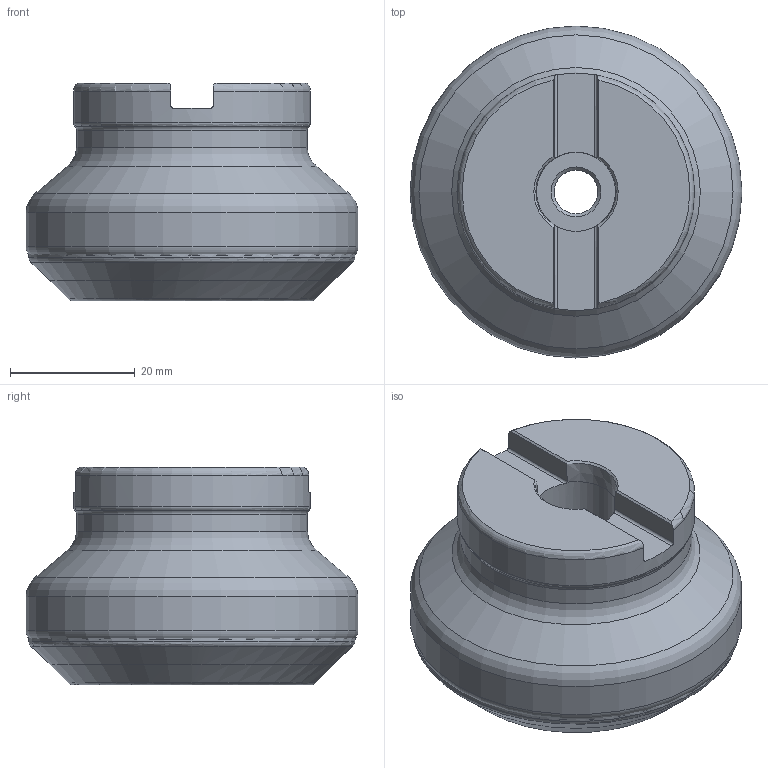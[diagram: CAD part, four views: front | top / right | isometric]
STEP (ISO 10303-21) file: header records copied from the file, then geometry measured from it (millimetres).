
FILE_DESCRIPTION(/* description */ (''),/* implementation_level */ '2;1');
FILE_NAME(/* name */ 'E-Catalog-F45-SEKT12-D150Z4S050I.stp',/* time_stamp */ '2023-05-03T08:52:41+09:00',/* author */ (''),/* organization */ (''),/* preprocessor_version */ 'ST-DEVELOPER v16',/* originating_system */ 'SIEMENS PLM Software NX 10.0',/* authorisation */ '');
FILE_SCHEMA (('AP203_CONFIGURATION_CONTROLLED_3D_DESIGN_OF_MECHANICAL_PARTS_AND_ASSEMBLIES_MIM_LF { 1 0 10303 403 2 1 2}'));
Length unit declared in the file: millimetre
Products named in the file (1): 1022435806C4225v
Bounding box: 53.2 x 53.2 x 34.92 mm (x, y, z)
Volume: 46579.6 mm3; surface area: 14376.4 mm2
Topology: 1 solids, 2 shells, 74 faces, 214 edges, 164 vertices
Faces by surface type: revolution 24, plane 16, torus 12, cylinder 11, cone 11
Full cylindrical faces by diameter (mm): 7.01 x1, 10.998 x1, 12.7 x1, 14.3 x1, 37 x1, 38 x1, 53.2 x1
Entity records: 2376 total; most frequent: CARTESIAN_POINT 794, DIRECTION 296, ORIENTED_EDGE 234, EDGE_LOOP 126, AXIS2_PLACEMENT_3D 120, EDGE_CURVE 117, FACE_BOUND 104, VERTEX_POINT 95
